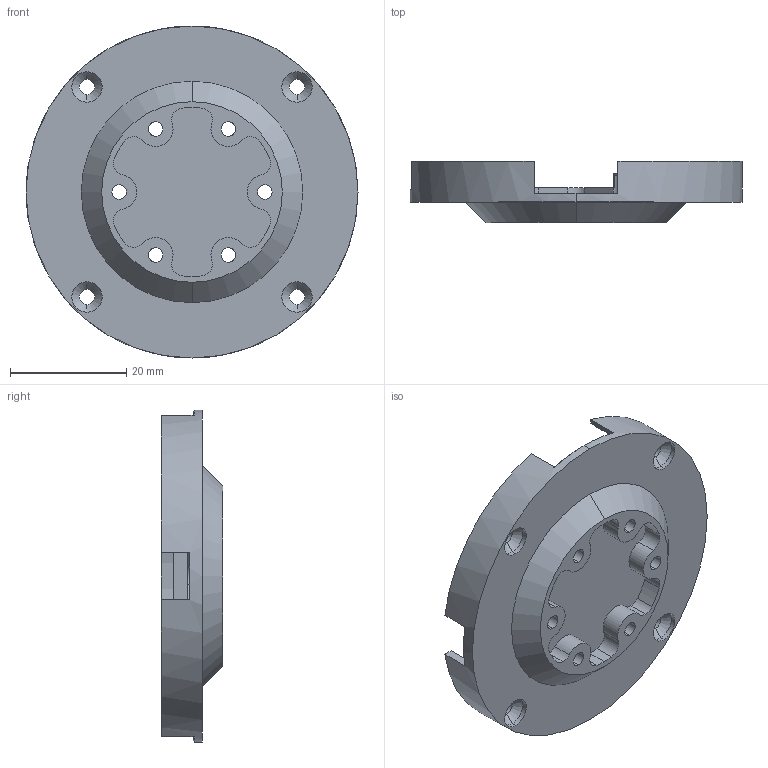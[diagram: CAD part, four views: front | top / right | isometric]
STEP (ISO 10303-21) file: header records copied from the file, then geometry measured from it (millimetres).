
FILE_DESCRIPTION (( 'STEP AP203' ), '1' );
FILE_NAME ('快拆座替换驱动板盖.STEP', '2024-02-28T08:55:36', ( '' ), ( '' ), 'SwSTEP 2.0', 'SolidWorks 2022', '' );
FILE_SCHEMA (( 'CONFIG_CONTROL_DESIGN' ));
Length unit declared in the file: millimetre
Products named in the file (1): 快拆座替换驱动板盖
Bounding box: 57 x 10.5 x 57 mm (x, y, z)
Volume: 7885.4 mm3; surface area: 8285 mm2
Topology: 1 solids, 1 shells, 223 faces, 621 edges, 402 vertices
Faces by surface type: cylinder 127, plane 65, cone 31
Entity records: 7396 total; most frequent: DIRECTION 1363, CARTESIAN_POINT 1307, ORIENTED_EDGE 1242, EDGE_CURVE 621, AXIS2_PLACEMENT_3D 538, VERTEX_POINT 402, CIRCLE 314, VECTOR 287
